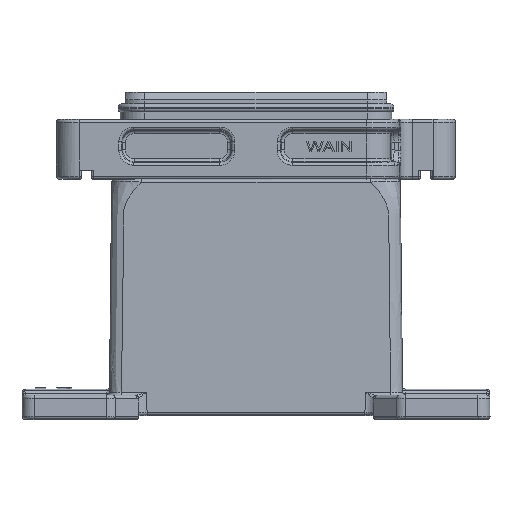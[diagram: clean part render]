
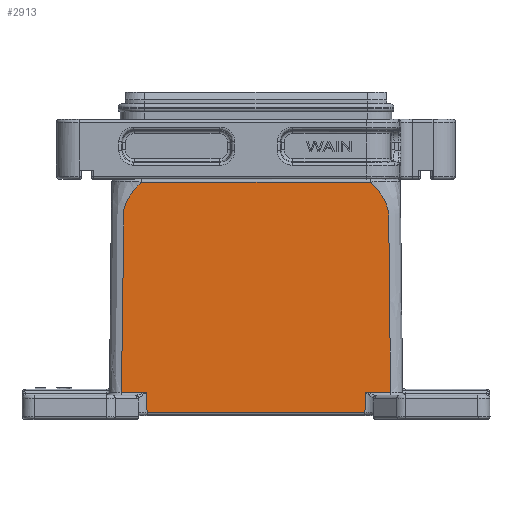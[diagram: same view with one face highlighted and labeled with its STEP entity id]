
A CAD part, top view. The second image highlights one B-rep face of the part: STEP entity #2913.
In plain terms, the highlighted planar face has unit normal (0, 0.011, 1).
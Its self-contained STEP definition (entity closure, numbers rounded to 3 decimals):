
#2913=ADVANCED_FACE('NONE',(#4811),#3778,.T.);
#3778=PLANE('',#24464);
#4811=FACE_OUTER_BOUND('',#6240,.T.);
#6240=EDGE_LOOP('',(#14134,#14135,#14136,#14137,#14138,#14139,#14140,#14141));
#7776=LINE('',#42677,#9257);
#7806=LINE('',#43292,#9287);
#7819=LINE('',#43767,#9300);
#7820=LINE('',#43769,#9301);
#7821=LINE('',#43770,#9302);
#9257=VECTOR('',#28369,1.);
#9287=VECTOR('',#28565,1.);
#9300=VECTOR('',#28624,1.);
#9301=VECTOR('',#28625,1.);
#9302=VECTOR('',#28626,1.);
#14134=ORIENTED_EDGE('',*,*,#21076,.T.);
#14135=ORIENTED_EDGE('',*,*,#20910,.F.);
#14136=ORIENTED_EDGE('',*,*,#21072,.T.);
#14137=ORIENTED_EDGE('',*,*,#21077,.T.);
#14138=ORIENTED_EDGE('',*,*,#20957,.F.);
#14139=ORIENTED_EDGE('',*,*,#21023,.F.);
#14140=ORIENTED_EDGE('',*,*,#21037,.F.);
#14141=ORIENTED_EDGE('',*,*,#21078,.T.);
#18017=VERTEX_POINT('',#42665);
#18018=VERTEX_POINT('',#42678);
#18043=VERTEX_POINT('',#42910);
#18044=VERTEX_POINT('',#42911);
#18076=VERTEX_POINT('',#43291);
#18081=VERTEX_POINT('',#43408);
#18100=VERTEX_POINT('',#43750);
#18102=VERTEX_POINT('',#43768);
#20910=EDGE_CURVE('NONE',#18017,#18018,#7776,.T.);
#20957=EDGE_CURVE('NONE',#18043,#18044,#22828,.T.);
#21023=EDGE_CURVE('NONE',#18076,#18043,#7806,.T.);
#21037=EDGE_CURVE('NONE',#18081,#18076,#22850,.T.);
#21072=EDGE_CURVE('NONE',#18017,#18100,#22876,.T.);
#21076=EDGE_CURVE('NONE',#18102,#18018,#7819,.T.);
#21077=EDGE_CURVE('NONE',#18100,#18044,#7820,.T.);
#21078=EDGE_CURVE('NONE',#18081,#18102,#7821,.T.);
#22828=B_SPLINE_CURVE_WITH_KNOTS('',3,(#42886,#42887,#42888,#42889,#42890,
#42891,#42892,#42893,#42894,#42895,#42896,#42897,#42898,#42899,#42900,#42901,
#42902,#42903,#42904,#42905,#42906,#42907,#42908,#42909),.UNSPECIFIED.,
 .F.,.F.,(4,2,2,2,2,2,2,2,2,2,2,4),(0.,0.063,0.094,0.125,0.156,0.172,
0.188,0.203,0.219,0.25,0.5,1.),.UNSPECIFIED.);
#22850=B_SPLINE_CURVE_WITH_KNOTS('',3,(#43409,#43410,#43411,#43412,#43413,
#43414,#43415,#43416,#43417,#43418,#43419,#43420,#43421,#43422,#43423,#43424,
#43425,#43426,#43427,#43428,#43429,#43430,#43431,#43432,#43433,#43434,#43435,
#43436,#43437,#43438,#43439,#43440,#43441,#43442,#43443,#43444,#43445,#43446,
#43447,#43448,#43449,#43450,#43451,#43452,#43453,#43454,#43455,#43456,#43457,
#43458),.UNSPECIFIED.,.F.,.F.,(4,2,1,1,1,1,1,1,2,2,2,2,2,1,2,2,2,2,2,2,
1,2,2,2,2,2,2,2,4),(0.,0.5,0.625,0.688,
0.719,0.734,0.742,0.746,
0.748,0.75,0.781,0.797,
0.805,0.809,0.811,0.813,
0.828,0.844,0.859,0.867,
0.871,0.873,0.875,0.891,
0.898,0.902,0.906,0.938,
1.),.UNSPECIFIED.);
#22876=B_SPLINE_CURVE_WITH_KNOTS('',3,(#43751,#43752,#43753,#43754),
 .UNSPECIFIED.,.F.,.F.,(4,4),(0.,1.),.UNSPECIFIED.);
#24464=AXIS2_PLACEMENT_3D('',#43771,#28627,#28628);
#28369=DIRECTION('',(-1.,0.,0.));
#28565=DIRECTION('',(1.,0.,0.));
#28624=DIRECTION('',(0.014,-1.,0.01));
#28625=DIRECTION('',(1.,0.,0.));
#28626=DIRECTION('',(1.,0.,0.));
#28627=DIRECTION('',(0.,0.01,1.));
#28628=DIRECTION('',(0.,-1.,0.01));
#42665=CARTESIAN_POINT('',(36.314,2.31,29.814));
#42677=CARTESIAN_POINT('',(-39.425,2.31,29.814));
#42678=CARTESIAN_POINT('',(-36.314,2.31,29.814));
#42886=CARTESIAN_POINT('',(38.086,79.01,29.01));
#42887=CARTESIAN_POINT('',(39.109,78.066,29.02));
#42888=CARTESIAN_POINT('',(40.086,77.05,29.031));
#42889=CARTESIAN_POINT('',(41.408,75.37,29.048));
#42890=CARTESIAN_POINT('',(41.824,74.784,29.055));
#42891=CARTESIAN_POINT('',(42.585,73.553,29.068));
#42892=CARTESIAN_POINT('',(42.931,72.907,29.074));
#42893=CARTESIAN_POINT('',(43.519,71.556,29.088));
#42894=CARTESIAN_POINT('',(43.761,70.851,29.096));
#42895=CARTESIAN_POINT('',(44.019,69.757,29.107));
#42896=CARTESIAN_POINT('',(44.087,69.387,29.111));
#42897=CARTESIAN_POINT('',(44.186,68.64,29.119));
#42898=CARTESIAN_POINT('',(44.214,68.263,29.123));
#42899=CARTESIAN_POINT('',(44.237,67.508,29.131));
#42900=CARTESIAN_POINT('',(44.235,67.131,29.135));
#42901=CARTESIAN_POINT('',(44.242,66.376,29.143));
#42902=CARTESIAN_POINT('',(44.247,65.998,29.147));
#42903=CARTESIAN_POINT('',(44.259,64.865,29.158));
#42904=CARTESIAN_POINT('',(44.267,64.11,29.166));
#42905=CARTESIAN_POINT('',(44.338,57.315,29.238));
#42906=CARTESIAN_POINT('',(44.401,51.274,29.301));
#42907=CARTESIAN_POINT('',(44.591,33.152,29.491));
#42908=CARTESIAN_POINT('',(44.717,21.071,29.617));
#42909=CARTESIAN_POINT('',(44.844,8.99,29.744));
#42910=CARTESIAN_POINT('',(38.086,79.01,29.01));
#42911=CARTESIAN_POINT('',(44.844,8.99,29.744));
#43291=CARTESIAN_POINT('',(-38.086,79.01,29.01));
#43292=CARTESIAN_POINT('',(-45.153,79.01,29.01));
#43408=CARTESIAN_POINT('',(-44.844,8.99,29.744));
#43409=CARTESIAN_POINT('',(-44.844,8.99,29.744));
#43410=CARTESIAN_POINT('',(-44.718,20.981,29.618));
#43411=CARTESIAN_POINT('',(-44.592,32.972,29.492));
#43412=CARTESIAN_POINT('',(-44.436,47.961,29.336));
#43413=CARTESIAN_POINT('',(-44.389,52.458,29.288));
#43414=CARTESIAN_POINT('',(-44.334,57.704,29.233));
#43415=CARTESIAN_POINT('',(-44.306,60.328,29.206));
#43416=CARTESIAN_POINT('',(-44.293,61.639,29.192));
#43417=CARTESIAN_POINT('',(-44.286,62.295,29.185));
#43418=CARTESIAN_POINT('',(-44.282,62.623,29.182));
#43419=CARTESIAN_POINT('',(-44.281,62.763,29.181));
#43420=CARTESIAN_POINT('',(-44.28,62.857,29.18));
#43421=CARTESIAN_POINT('',(-44.28,62.864,29.179));
#43422=CARTESIAN_POINT('',(-44.264,64.338,29.164));
#43423=CARTESIAN_POINT('',(-44.253,65.406,29.153));
#43424=CARTESIAN_POINT('',(-44.242,66.53,29.141));
#43425=CARTESIAN_POINT('',(-44.239,66.825,29.138));
#43426=CARTESIAN_POINT('',(-44.236,67.148,29.135));
#43427=CARTESIAN_POINT('',(-44.235,67.236,29.134));
#43428=CARTESIAN_POINT('',(-44.234,67.338,29.133));
#43429=CARTESIAN_POINT('',(-44.233,67.381,29.132));
#43430=CARTESIAN_POINT('',(-44.233,67.413,29.132));
#43431=CARTESIAN_POINT('',(-44.233,67.432,29.132));
#43432=CARTESIAN_POINT('',(-44.233,67.398,29.132));
#43433=CARTESIAN_POINT('',(-44.229,67.842,29.127));
#43434=CARTESIAN_POINT('',(-44.208,68.228,29.123));
#43435=CARTESIAN_POINT('',(-44.142,68.975,29.115));
#43436=CARTESIAN_POINT('',(-44.085,69.386,29.111));
#43437=CARTESIAN_POINT('',(-43.97,69.981,29.104));
#43438=CARTESIAN_POINT('',(-43.892,70.312,29.101));
#43439=CARTESIAN_POINT('',(-43.737,70.853,29.094));
#43440=CARTESIAN_POINT('',(-43.678,71.04,29.092));
#43441=CARTESIAN_POINT('',(-43.579,71.332,29.089));
#43442=CARTESIAN_POINT('',(-43.527,71.48,29.087));
#43443=CARTESIAN_POINT('',(-43.47,71.632,29.085));
#43444=CARTESIAN_POINT('',(-43.431,71.733,29.084));
#43445=CARTESIAN_POINT('',(-43.398,71.817,29.083));
#43446=CARTESIAN_POINT('',(-43.329,71.991,29.081));
#43447=CARTESIAN_POINT('',(-43.225,72.243,29.078));
#43448=CARTESIAN_POINT('',(-42.986,72.754,29.072));
#43449=CARTESIAN_POINT('',(-42.892,72.946,29.07));
#43450=CARTESIAN_POINT('',(-42.727,73.264,29.067));
#43451=CARTESIAN_POINT('',(-42.667,73.375,29.066));
#43452=CARTESIAN_POINT('',(-42.539,73.606,29.063));
#43453=CARTESIAN_POINT('',(-42.445,73.769,29.061));
#43454=CARTESIAN_POINT('',(-42.005,74.512,29.053));
#43455=CARTESIAN_POINT('',(-41.576,75.138,29.046));
#43456=CARTESIAN_POINT('',(-40.256,76.86,29.028));
#43457=CARTESIAN_POINT('',(-39.229,77.96,29.017));
#43458=CARTESIAN_POINT('',(-38.086,79.01,29.01));
#43750=CARTESIAN_POINT('',(36.409,8.99,29.744));
#43751=CARTESIAN_POINT('',(36.314,2.31,29.814));
#43752=CARTESIAN_POINT('',(36.345,4.537,29.79));
#43753=CARTESIAN_POINT('',(36.377,6.763,29.767));
#43754=CARTESIAN_POINT('',(36.409,8.99,29.744));
#43767=CARTESIAN_POINT('',(-36.409,8.99,29.744));
#43768=CARTESIAN_POINT('',(-36.409,8.99,29.744));
#43769=CARTESIAN_POINT('',(-51.412,8.99,29.744));
#43770=CARTESIAN_POINT('',(-51.412,8.99,29.744));
#43771=CARTESIAN_POINT('',(-51.412,80.,29.));
